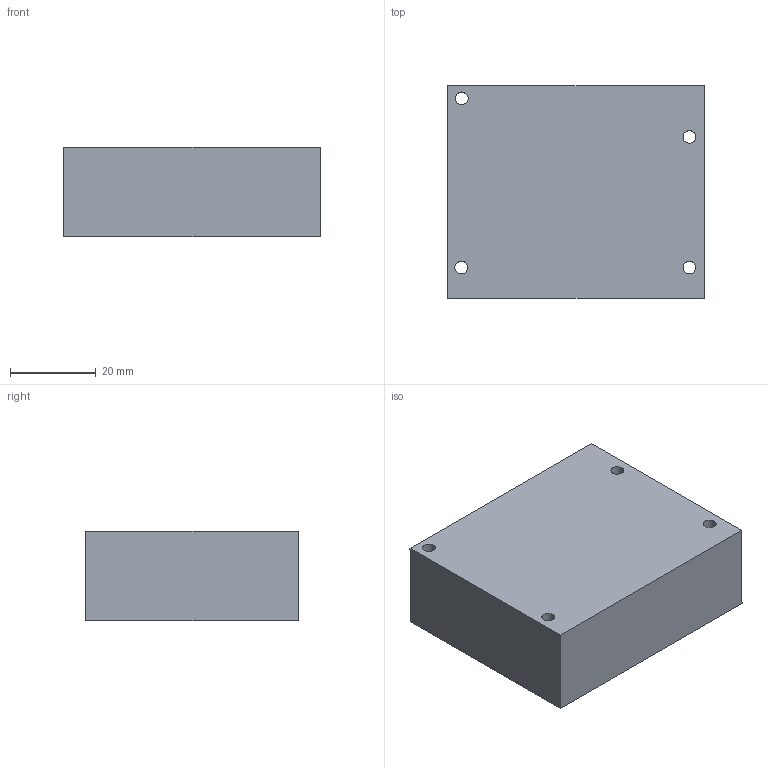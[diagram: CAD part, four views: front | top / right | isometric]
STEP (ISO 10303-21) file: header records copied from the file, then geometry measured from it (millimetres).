
FILE_DESCRIPTION(/* description */ (''),/* implementation_level */ '2;1');
FILE_NAME(/* name */ 'Boost Converter.step',/* time_stamp */ '2023-01-25T14:29:11+11:00',/* author */ (''),/* organization */ (''),/* preprocessor_version */ 'ST-DEVELOPER v19.2',/* originating_system */ 'Autodesk Translation Framework v11.17.0.187',/* authorisation */ '');
FILE_SCHEMA (('AUTOMOTIVE_DESIGN { 1 0 10303 214 3 1 1 }'));
Length unit declared in the file: millimetre
Products named in the file (2): Coilgun 2.2 FULL ASSEMBLY (v4~recovered); Coilgun 2.2 BOTTOM ELECTRONICS
Assembly tree (1 placements, depth 2):
  Coilgun 2.2 FULL ASSEMBLY (v4~recovered)
    Coilgun 2.2 BOTTOM ELECTRONICS
Bounding box: 60 x 49.7 x 21 mm (x, y, z)
Volume: 62028.2 mm3; surface area: 11306.5 mm2
Topology: 1 solids, 1 shells, 10 faces, 24 edges, 16 vertices
Faces by surface type: plane 6, cylinder 4
Full cylindrical faces by diameter (mm): 3 x4
Entity records: 410 total; most frequent: DIRECTION 58, CARTESIAN_POINT 53, ORIENTED_EDGE 48, EDGE_CURVE 24, AXIS2_PLACEMENT_3D 21, EDGE_LOOP 18, LINE 16, VECTOR 16
